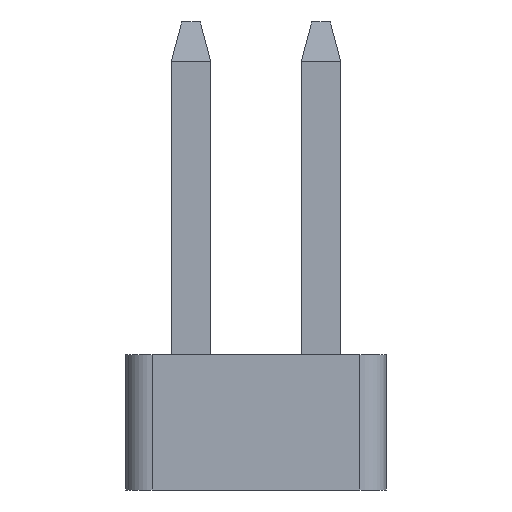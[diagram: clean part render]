
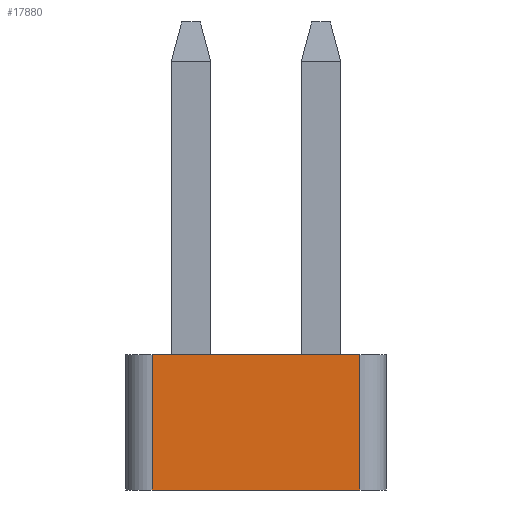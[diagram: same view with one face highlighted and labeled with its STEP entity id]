
A CAD part, front view. The second image highlights one B-rep face of the part: STEP entity #17880.
In plain terms, the highlighted planar face has unit normal (0, -1, 0).
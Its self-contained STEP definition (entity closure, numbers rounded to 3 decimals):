
#4041 = CARTESIAN_POINT ( 'NONE',  ( -21.878, -23.21, 2.6 ) ) ;
#4042 = DIRECTION ( 'NONE',  ( 1., 0., 0. ) ) ;
#4043 = VECTOR ( 'NONE', #4042, 1000. ) ;
#4044 = CARTESIAN_POINT ( 'NONE',  ( -21.878, -23.21, 2.6 ) ) ;
#4045 = LINE ( 'NONE', #4044, #4043 ) ;
#4046 = CARTESIAN_POINT ( 'NONE',  ( -25.878, -23.21, 2.6 ) ) ;
#6491 = FACE_OUTER_BOUND ( 'NONE', #17881, .T. ) ;
#6492 = DIRECTION ( 'NONE',  ( 0., 0., -1. ) ) ;
#6493 = VECTOR ( 'NONE', #6492, 1000. ) ;
#6494 = CARTESIAN_POINT ( 'NONE',  ( -25.878, -23.21, 2.6 ) ) ;
#6495 = LINE ( 'NONE', #6494, #6493 ) ;
#6530 = DIRECTION ( 'NONE',  ( 0., 0., 1. ) ) ;
#6531 = DIRECTION ( 'NONE',  ( 0., 1., 0. ) ) ;
#6532 = CARTESIAN_POINT ( 'NONE',  ( -21.878, -23.21, 2.6 ) ) ;
#6533 = AXIS2_PLACEMENT_3D ( 'NONE', #6532, #6531, #6530 ) ;
#6535 = PLANE ( 'NONE',  #6533 ) ;
#6716 = DIRECTION ( 'NONE',  ( 0., 0., -1. ) ) ;
#6717 = VECTOR ( 'NONE', #6716, 1000. ) ;
#6718 = CARTESIAN_POINT ( 'NONE',  ( -21.878, -23.21, 2.6 ) ) ;
#6719 = LINE ( 'NONE', #6718, #6717 ) ;
#6721 = CARTESIAN_POINT ( 'NONE',  ( -21.878, -23.21, 0. ) ) ;
#6722 = DIRECTION ( 'NONE',  ( 1., 0., 0. ) ) ;
#6723 = VECTOR ( 'NONE', #6722, 1000. ) ;
#6724 = CARTESIAN_POINT ( 'NONE',  ( -21.878, -23.21, 0. ) ) ;
#6725 = LINE ( 'NONE', #6724, #6723 ) ;
#6778 = CARTESIAN_POINT ( 'NONE',  ( -25.878, -23.21, 0. ) ) ;
#16935 = VERTEX_POINT ( 'NONE', #4046 ) ;
#16937 = EDGE_CURVE ( 'NONE', #16935, #16938, #4045, .T. ) ;
#16938 = VERTEX_POINT ( 'NONE', #4041 ) ;
#17877 = EDGE_CURVE ( 'NONE', #16935, #17954, #6495, .T. ) ;
#17880 = ADVANCED_FACE ( 'NONE', ( #6491 ), #6535, .F. ) ;
#17881 = EDGE_LOOP ( 'NONE', ( #17882, #17937, #17939, #17940 ) ) ;
#17882 = ORIENTED_EDGE ( 'NONE', *, *, #17935, .T. ) ;
#17935 = EDGE_CURVE ( 'NONE', #17954, #17936, #6725, .T. ) ;
#17936 = VERTEX_POINT ( 'NONE', #6721 ) ;
#17937 = ORIENTED_EDGE ( 'NONE', *, *, #17938, .F. ) ;
#17938 = EDGE_CURVE ( 'NONE', #16938, #17936, #6719, .T. ) ;
#17939 = ORIENTED_EDGE ( 'NONE', *, *, #16937, .F. ) ;
#17940 = ORIENTED_EDGE ( 'NONE', *, *, #17877, .T. ) ;
#17954 = VERTEX_POINT ( 'NONE', #6778 ) ;
